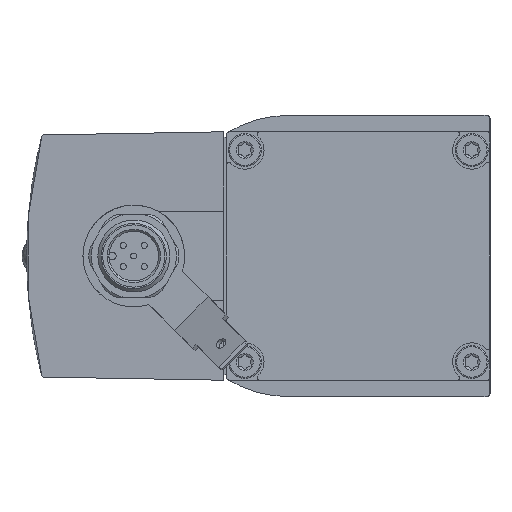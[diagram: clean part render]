
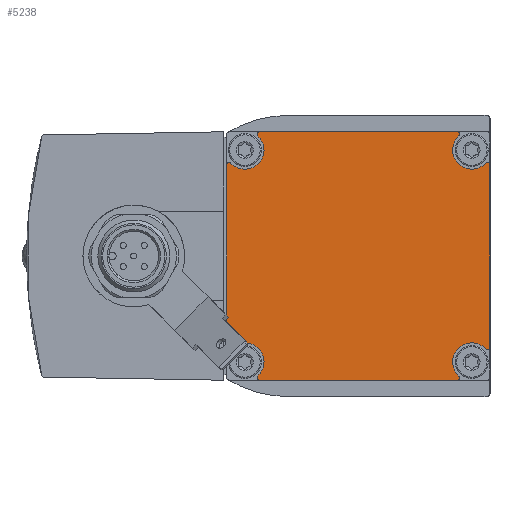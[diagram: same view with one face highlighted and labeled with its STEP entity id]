
A CAD part, left-side view. The second image highlights one B-rep face of the part: STEP entity #5238.
In plain terms, the highlighted planar face has unit normal (-1, 0, 0).
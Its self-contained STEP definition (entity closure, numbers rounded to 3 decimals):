
#28=PLANE('',#5506);
#152=CIRCLE('',#5507,0.4);
#153=CIRCLE('',#5508,3.2);
#154=CIRCLE('',#5509,0.4);
#155=CIRCLE('',#5510,0.4);
#156=CIRCLE('',#5511,3.2);
#157=CIRCLE('',#5512,0.4);
#158=CIRCLE('',#5513,0.4);
#159=CIRCLE('',#5514,3.2);
#160=CIRCLE('',#5515,0.4);
#161=CIRCLE('',#5516,0.4);
#162=CIRCLE('',#5517,3.2);
#163=CIRCLE('',#5518,0.4);
#375=LINE('',#7264,#636);
#376=LINE('',#7273,#637);
#377=LINE('',#7281,#638);
#378=LINE('',#7289,#639);
#636=VECTOR('',#5993,1000.);
#637=VECTOR('',#6000,1000.);
#638=VECTOR('',#6007,1000.);
#639=VECTOR('',#6014,1000.);
#943=ORIENTED_EDGE('',*,*,#1965,.F.);
#944=ORIENTED_EDGE('',*,*,#1966,.F.);
#945=ORIENTED_EDGE('',*,*,#1967,.T.);
#946=ORIENTED_EDGE('',*,*,#1968,.F.);
#947=ORIENTED_EDGE('',*,*,#1969,.F.);
#948=ORIENTED_EDGE('',*,*,#1970,.F.);
#949=ORIENTED_EDGE('',*,*,#1971,.T.);
#950=ORIENTED_EDGE('',*,*,#1972,.F.);
#951=ORIENTED_EDGE('',*,*,#1973,.F.);
#952=ORIENTED_EDGE('',*,*,#1974,.F.);
#953=ORIENTED_EDGE('',*,*,#1975,.T.);
#954=ORIENTED_EDGE('',*,*,#1976,.F.);
#955=ORIENTED_EDGE('',*,*,#1977,.F.);
#956=ORIENTED_EDGE('',*,*,#1978,.F.);
#957=ORIENTED_EDGE('',*,*,#1979,.T.);
#958=ORIENTED_EDGE('',*,*,#1980,.F.);
#1965=EDGE_CURVE('',#2460,#2461,#375,.T.);
#1966=EDGE_CURVE('',#2462,#2460,#152,.T.);
#1967=EDGE_CURVE('',#2462,#2463,#153,.T.);
#1968=EDGE_CURVE('',#2464,#2463,#154,.T.);
#1969=EDGE_CURVE('',#2465,#2464,#376,.T.);
#1970=EDGE_CURVE('',#2466,#2465,#155,.T.);
#1971=EDGE_CURVE('',#2466,#2467,#156,.T.);
#1972=EDGE_CURVE('',#2468,#2467,#157,.T.);
#1973=EDGE_CURVE('',#2469,#2468,#377,.T.);
#1974=EDGE_CURVE('',#2470,#2469,#158,.T.);
#1975=EDGE_CURVE('',#2470,#2471,#159,.T.);
#1976=EDGE_CURVE('',#2472,#2471,#160,.T.);
#1977=EDGE_CURVE('',#2473,#2472,#378,.T.);
#1978=EDGE_CURVE('',#2474,#2473,#161,.T.);
#1979=EDGE_CURVE('',#2474,#2475,#162,.T.);
#1980=EDGE_CURVE('',#2461,#2475,#163,.T.);
#2460=VERTEX_POINT('',#7265);
#2461=VERTEX_POINT('',#7266);
#2462=VERTEX_POINT('',#7268);
#2463=VERTEX_POINT('',#7270);
#2464=VERTEX_POINT('',#7272);
#2465=VERTEX_POINT('',#7274);
#2466=VERTEX_POINT('',#7276);
#2467=VERTEX_POINT('',#7278);
#2468=VERTEX_POINT('',#7280);
#2469=VERTEX_POINT('',#7282);
#2470=VERTEX_POINT('',#7284);
#2471=VERTEX_POINT('',#7286);
#2472=VERTEX_POINT('',#7288);
#2473=VERTEX_POINT('',#7290);
#2474=VERTEX_POINT('',#7292);
#2475=VERTEX_POINT('',#7294);
#2846=EDGE_LOOP('',(#943,#944,#945,#946,#947,#948,#949,#950,#951,#952,#953,
#954,#955,#956,#957,#958));
#3160=FACE_BOUND('',#2846,.T.);
#5238=ADVANCED_FACE('',(#3160),#28,.F.);
#5506=AXIS2_PLACEMENT_3D('',#7263,#5991,#5992);
#5507=AXIS2_PLACEMENT_3D('',#7267,#5994,#5995);
#5508=AXIS2_PLACEMENT_3D('',#7269,#5996,#5997);
#5509=AXIS2_PLACEMENT_3D('',#7271,#5998,#5999);
#5510=AXIS2_PLACEMENT_3D('',#7275,#6001,#6002);
#5511=AXIS2_PLACEMENT_3D('',#7277,#6003,#6004);
#5512=AXIS2_PLACEMENT_3D('',#7279,#6005,#6006);
#5513=AXIS2_PLACEMENT_3D('',#7283,#6008,#6009);
#5514=AXIS2_PLACEMENT_3D('',#7285,#6010,#6011);
#5515=AXIS2_PLACEMENT_3D('',#7287,#6012,#6013);
#5516=AXIS2_PLACEMENT_3D('',#7291,#6015,#6016);
#5517=AXIS2_PLACEMENT_3D('',#7293,#6017,#6018);
#5518=AXIS2_PLACEMENT_3D('',#7295,#6019,#6020);
#5991=DIRECTION('',(1.,0.,0.));
#5992=DIRECTION('',(0.,0.,-1.));
#5993=DIRECTION('',(0.,0.,1.));
#5994=DIRECTION('',(1.,0.,0.));
#5995=DIRECTION('',(0.,0.,-1.));
#5996=DIRECTION('',(1.,0.,0.));
#5997=DIRECTION('',(0.,0.,-1.));
#5998=DIRECTION('',(1.,0.,0.));
#5999=DIRECTION('',(0.,0.,-1.));
#6000=DIRECTION('',(0.,1.,0.));
#6001=DIRECTION('',(1.,0.,0.));
#6002=DIRECTION('',(0.,0.,-1.));
#6003=DIRECTION('',(1.,0.,0.));
#6004=DIRECTION('',(0.,0.,-1.));
#6005=DIRECTION('',(1.,0.,0.));
#6006=DIRECTION('',(0.,0.,-1.));
#6007=DIRECTION('',(0.,0.,-1.));
#6008=DIRECTION('',(1.,0.,0.));
#6009=DIRECTION('',(0.,0.,-1.));
#6010=DIRECTION('',(1.,0.,0.));
#6011=DIRECTION('',(0.,0.,-1.));
#6012=DIRECTION('',(1.,0.,0.));
#6013=DIRECTION('',(0.,0.,-1.));
#6014=DIRECTION('',(0.,-1.,0.));
#6015=DIRECTION('',(1.,0.,0.));
#6016=DIRECTION('',(0.,0.,-1.));
#6017=DIRECTION('',(1.,0.,0.));
#6018=DIRECTION('',(0.,0.,-1.));
#6019=DIRECTION('',(1.,0.,0.));
#6020=DIRECTION('',(0.,0.,-1.));
#7263=CARTESIAN_POINT('',(-110.4,43.5,20.25));
#7264=CARTESIAN_POINT('',(-110.4,44.,-20.25));
#7265=CARTESIAN_POINT('',(-110.4,44.,-15.263));
#7266=CARTESIAN_POINT('',(-110.4,44.,15.263));
#7267=CARTESIAN_POINT('',(-110.4,43.6,-15.263));
#7268=CARTESIAN_POINT('',(-110.4,43.306,-15.534));
#7269=CARTESIAN_POINT('',(-110.4,40.95,-17.7));
#7270=CARTESIAN_POINT('',(-110.4,38.784,-20.056));
#7271=CARTESIAN_POINT('',(-110.4,38.513,-20.35));
#7272=CARTESIAN_POINT('',(-110.4,38.513,-20.75));
#7273=CARTESIAN_POINT('',(-110.4,0.5,-20.75));
#7274=CARTESIAN_POINT('',(-110.4,5.487,-20.75));
#7275=CARTESIAN_POINT('',(-110.4,5.487,-20.35));
#7276=CARTESIAN_POINT('',(-110.4,5.216,-20.056));
#7277=CARTESIAN_POINT('',(-110.4,3.05,-17.7));
#7278=CARTESIAN_POINT('',(-110.4,0.694,-15.534));
#7279=CARTESIAN_POINT('',(-110.4,0.4,-15.263));
#7280=CARTESIAN_POINT('',(-110.4,0.,-15.263));
#7281=CARTESIAN_POINT('',(-110.4,0.,20.25));
#7282=CARTESIAN_POINT('',(-110.4,0.,15.263));
#7283=CARTESIAN_POINT('',(-110.4,0.4,15.263));
#7284=CARTESIAN_POINT('',(-110.4,0.694,15.534));
#7285=CARTESIAN_POINT('',(-110.4,3.05,17.7));
#7286=CARTESIAN_POINT('',(-110.4,5.216,20.056));
#7287=CARTESIAN_POINT('',(-110.4,5.487,20.35));
#7288=CARTESIAN_POINT('',(-110.4,5.487,20.75));
#7289=CARTESIAN_POINT('',(-110.4,43.5,20.75));
#7290=CARTESIAN_POINT('',(-110.4,38.513,20.75));
#7291=CARTESIAN_POINT('',(-110.4,38.513,20.35));
#7292=CARTESIAN_POINT('',(-110.4,38.784,20.056));
#7293=CARTESIAN_POINT('',(-110.4,40.95,17.7));
#7294=CARTESIAN_POINT('',(-110.4,43.306,15.534));
#7295=CARTESIAN_POINT('',(-110.4,43.6,15.263));
